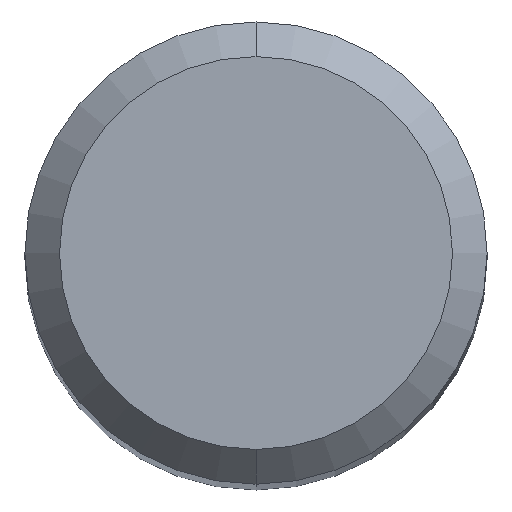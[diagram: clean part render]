
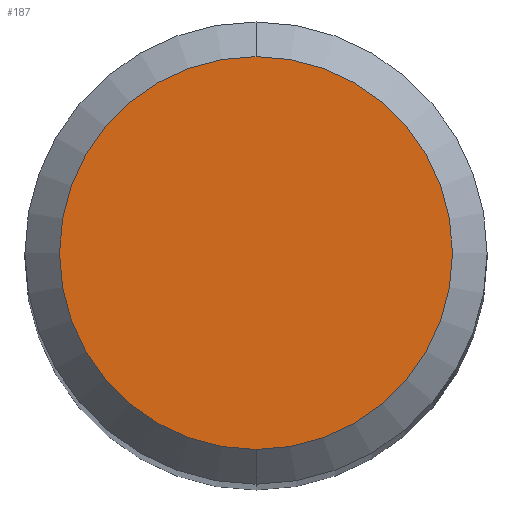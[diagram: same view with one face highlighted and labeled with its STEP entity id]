
A CAD part, top view. The second image highlights one B-rep face of the part: STEP entity #187.
In plain terms, the highlighted planar face has unit normal (0, 0, 1).
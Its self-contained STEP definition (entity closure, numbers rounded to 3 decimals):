
#187=ADVANCED_FACE('',(#495),#496,.T.);
#203=VERTEX_POINT('',#513);
#287=EDGE_CURVE('',#203,#419,#603,.T.);
#345=EDGE_CURVE('',#419,#203,#667,.T.);
#419=VERTEX_POINT('',#750);
#495=FACE_OUTER_BOUND('',#836,.T.);
#496=PLANE('',#837);
#513=CARTESIAN_POINT('',(0.,-1.7,0.0));
#603=CIRCLE('',#1029,1.7);
#667=CIRCLE('',#1194,1.7);
#750=CARTESIAN_POINT('',(0.0,1.7,0.0));
#836=EDGE_LOOP('',(#1461,#1462));
#837=AXIS2_PLACEMENT_3D('',#1463,#1464,#1465);
#1029=AXIS2_PLACEMENT_3D('',#1569,#1570,#1571);
#1194=AXIS2_PLACEMENT_3D('',#1646,#1647,#1648);
#1461=ORIENTED_EDGE('',*,*,#345,.F.);
#1462=ORIENTED_EDGE('',*,*,#287,.F.);
#1463=CARTESIAN_POINT('',(0.0,0.85,0.0));
#1464=DIRECTION('',(-0.0,0.0,1.0));
#1465=DIRECTION('',(0.0,-1.0,0.0));
#1569=CARTESIAN_POINT('',(0.0,0.0,0.0));
#1570=DIRECTION('',(0.0,0.0,-1.0));
#1571=DIRECTION('',(0.0,1.0,0.0));
#1646=CARTESIAN_POINT('',(0.0,0.0,0.0));
#1647=DIRECTION('',(0.0,0.0,-1.0));
#1648=DIRECTION('',(0.0,1.0,0.0));
